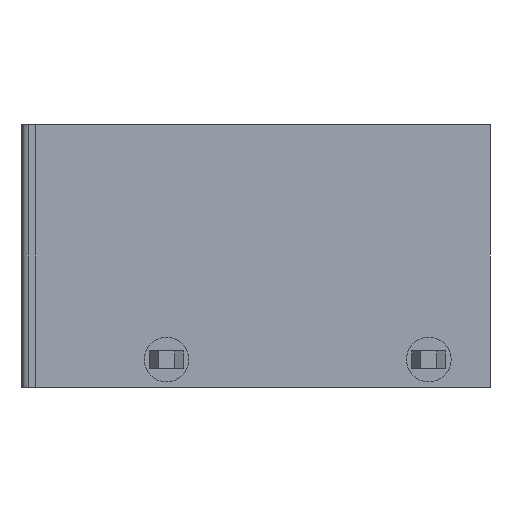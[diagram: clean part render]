
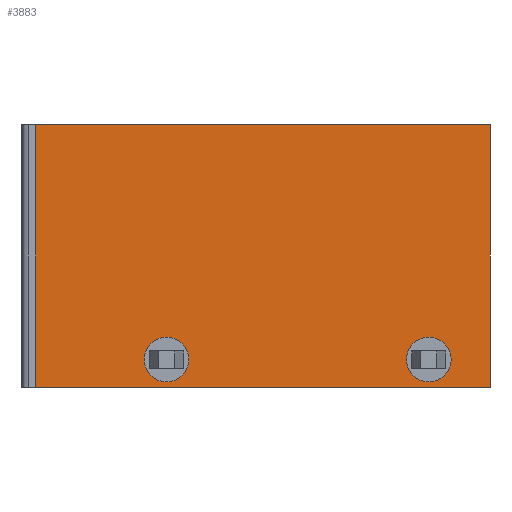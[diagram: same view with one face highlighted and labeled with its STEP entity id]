
A CAD part, front view. The second image highlights one B-rep face of the part: STEP entity #3883.
In plain terms, the highlighted planar face has unit normal (0, -1, 0).
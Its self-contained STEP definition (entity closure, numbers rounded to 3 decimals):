
#109 = CARTESIAN_POINT ( 'NONE',  ( -51.358, 23.741, 5.08 ) ) ;
#175 = CARTESIAN_POINT ( 'NONE',  ( -51.358, 23.741, 0. ) ) ;
#181 = CARTESIAN_POINT ( 'NONE',  ( -39.938, 23.741, -1.74 ) ) ;
#240 = LINE ( 'NONE', #1456, #1191 ) ;
#242 = VECTOR ( 'NONE', #2216, 1000. ) ;
#315 = VERTEX_POINT ( 'NONE', #5338 ) ;
#320 = VERTEX_POINT ( 'NONE', #3797 ) ;
#499 = VERTEX_POINT ( 'NONE', #3007 ) ;
#512 = ORIENTED_EDGE ( 'NONE', *, *, #1188, .T. ) ;
#564 = DIRECTION ( 'NONE',  ( 0., 1., 0. ) ) ;
#665 = CARTESIAN_POINT ( 'NONE',  ( -39.938, 23.741, -1.09 ) ) ;
#721 = PLANE ( 'NONE',  #3962 ) ;
#906 = ORIENTED_EDGE ( 'NONE', *, *, #2389, .T. ) ;
#935 = CIRCLE ( 'NONE', #1687, 0.65 ) ;
#960 = EDGE_LOOP ( 'NONE', ( #4113, #1100, #5093, #4368 ) ) ;
#1011 = DIRECTION ( 'NONE',  ( 0., 1., 0. ) ) ;
#1100 = ORIENTED_EDGE ( 'NONE', *, *, #3664, .T. ) ;
#1109 = VERTEX_POINT ( 'NONE', #2181 ) ;
#1188 = EDGE_CURVE ( 'NONE', #4656, #499, #1697, .T. ) ;
#1191 = VECTOR ( 'NONE', #4304, 1000. ) ;
#1408 = DIRECTION ( 'NONE',  ( 0., 0., -1. ) ) ;
#1432 = DIRECTION ( 'NONE',  ( 0., 1., 0. ) ) ;
#1456 = CARTESIAN_POINT ( 'NONE',  ( -38.108, 23.741, 5.08 ) ) ;
#1577 = VECTOR ( 'NONE', #3487, 1000. ) ;
#1687 = AXIS2_PLACEMENT_3D ( 'NONE', #1815, #1011, #1408 ) ;
#1697 = CIRCLE ( 'NONE', #2120, 0.65 ) ;
#1701 = DIRECTION ( 'NONE',  ( 0., 1., 0. ) ) ;
#1711 = FACE_BOUND ( 'NONE', #4174, .T. ) ;
#1815 = CARTESIAN_POINT ( 'NONE',  ( -47.558, 23.741, -1.74 ) ) ;
#1914 = EDGE_CURVE ( 'NONE', #4853, #1109, #2560, .T. ) ;
#1984 = EDGE_CURVE ( 'NONE', #315, #4853, #240, .T. ) ;
#2120 = AXIS2_PLACEMENT_3D ( 'NONE', #2714, #1432, #4346 ) ;
#2159 = DIRECTION ( 'NONE',  ( 0., 0., -1. ) ) ;
#2181 = CARTESIAN_POINT ( 'NONE',  ( -51.358, 23.741, -2.54 ) ) ;
#2216 = DIRECTION ( 'NONE',  ( 0., 0., -1. ) ) ;
#2234 = CIRCLE ( 'NONE', #3301, 0.65 ) ;
#2328 = EDGE_CURVE ( 'NONE', #315, #4869, #2554, .T. ) ;
#2389 = EDGE_CURVE ( 'NONE', #320, #4479, #3611, .T. ) ;
#2501 = ORIENTED_EDGE ( 'NONE', *, *, #3344, .T. ) ;
#2504 = EDGE_CURVE ( 'NONE', #4479, #320, #2234, .T. ) ;
#2521 = DIRECTION ( 'NONE',  ( 1., 0., 0. ) ) ;
#2543 = FACE_OUTER_BOUND ( 'NONE', #960, .T. ) ;
#2554 = LINE ( 'NONE', #4344, #242 ) ;
#2560 = LINE ( 'NONE', #175, #1577 ) ;
#2714 = CARTESIAN_POINT ( 'NONE',  ( -47.558, 23.741, -1.74 ) ) ;
#2823 = VECTOR ( 'NONE', #4167, 1000. ) ;
#2894 = LINE ( 'NONE', #3740, #2823 ) ;
#2928 = CARTESIAN_POINT ( 'NONE',  ( -38.108, 23.741, 0. ) ) ;
#3007 = CARTESIAN_POINT ( 'NONE',  ( -47.558, 23.741, -1.09 ) ) ;
#3279 = EDGE_LOOP ( 'NONE', ( #512, #2501 ) ) ;
#3301 = AXIS2_PLACEMENT_3D ( 'NONE', #181, #564, #4671 ) ;
#3344 = EDGE_CURVE ( 'NONE', #499, #4656, #935, .T. ) ;
#3389 = CARTESIAN_POINT ( 'NONE',  ( -38.158, 23.741, -2.54 ) ) ;
#3487 = DIRECTION ( 'NONE',  ( 0., 0., -1. ) ) ;
#3611 = CIRCLE ( 'NONE', #4386, 0.65 ) ;
#3664 = EDGE_CURVE ( 'NONE', #1109, #4869, #2894, .T. ) ;
#3740 = CARTESIAN_POINT ( 'NONE',  ( 0., 23.741, -2.54 ) ) ;
#3797 = CARTESIAN_POINT ( 'NONE',  ( -39.938, 23.741, -2.39 ) ) ;
#3832 = ORIENTED_EDGE ( 'NONE', *, *, #2504, .T. ) ;
#3883 = ADVANCED_FACE ( 'NONE', ( #1711, #5206, #2543 ), #721, .T. ) ;
#3962 = AXIS2_PLACEMENT_3D ( 'NONE', #2928, #4601, #2521 ) ;
#4113 = ORIENTED_EDGE ( 'NONE', *, *, #1914, .T. ) ;
#4167 = DIRECTION ( 'NONE',  ( 1., 0., 0. ) ) ;
#4174 = EDGE_LOOP ( 'NONE', ( #906, #3832 ) ) ;
#4200 = CARTESIAN_POINT ( 'NONE',  ( -39.938, 23.741, -1.74 ) ) ;
#4304 = DIRECTION ( 'NONE',  ( -1., 0., 0. ) ) ;
#4344 = CARTESIAN_POINT ( 'NONE',  ( -38.158, 23.741, 0. ) ) ;
#4346 = DIRECTION ( 'NONE',  ( 0., 0., -1. ) ) ;
#4368 = ORIENTED_EDGE ( 'NONE', *, *, #1984, .T. ) ;
#4386 = AXIS2_PLACEMENT_3D ( 'NONE', #4200, #1701, #2159 ) ;
#4479 = VERTEX_POINT ( 'NONE', #665 ) ;
#4524 = CARTESIAN_POINT ( 'NONE',  ( -47.558, 23.741, -2.39 ) ) ;
#4601 = DIRECTION ( 'NONE',  ( 0., -1., 0. ) ) ;
#4656 = VERTEX_POINT ( 'NONE', #4524 ) ;
#4671 = DIRECTION ( 'NONE',  ( 0., 0., -1. ) ) ;
#4853 = VERTEX_POINT ( 'NONE', #109 ) ;
#4869 = VERTEX_POINT ( 'NONE', #3389 ) ;
#5093 = ORIENTED_EDGE ( 'NONE', *, *, #2328, .F. ) ;
#5206 = FACE_BOUND ( 'NONE', #3279, .T. ) ;
#5338 = CARTESIAN_POINT ( 'NONE',  ( -38.158, 23.741, 5.08 ) ) ;
